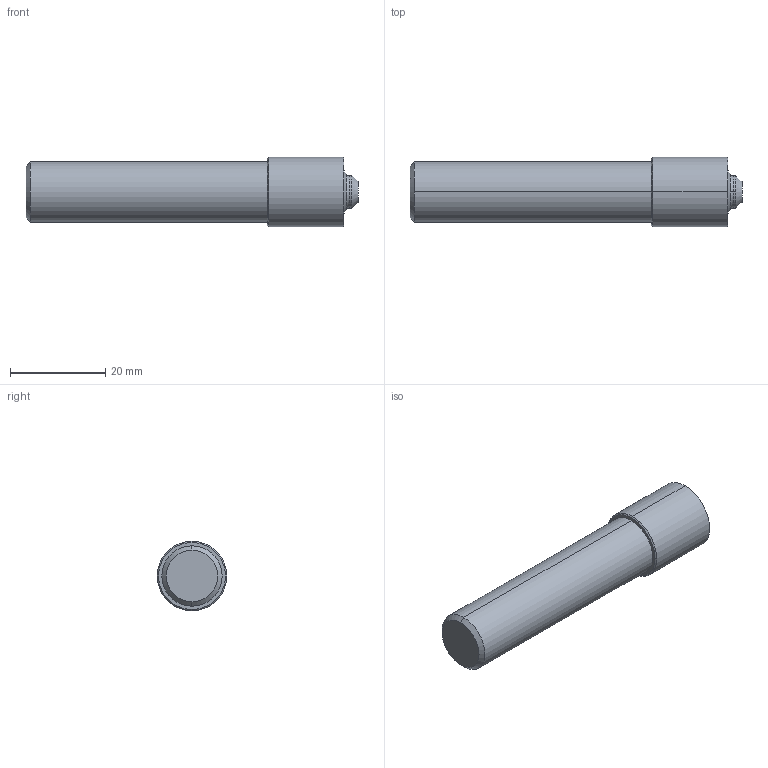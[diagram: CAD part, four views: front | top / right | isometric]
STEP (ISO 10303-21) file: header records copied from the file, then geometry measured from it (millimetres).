
FILE_DESCRIPTION (( 'STEP AP214' ), '1' );
FILE_NAME ('AS5202-01X.STEP', '2023-11-10T17:41:54', ( '' ), ( '' ), 'SwSTEP 2.0', 'SolidWorks 2022', '' );
FILE_SCHEMA (( 'AUTOMOTIVE_DESIGN' ));
Length unit declared in the file: inch
Products named in the file (1): AS5202-01X
Bounding box: 69.85 x 14.61 x 14.61 mm (x, y, z)
Volume: 9206.1 mm3; surface area: 3102.1 mm2
Topology: 1 solids, 1 shells, 20 faces, 38 edges, 22 vertices
Faces by surface type: cone 8, cylinder 6, plane 4, torus 2
Entity records: 546 total; most frequent: DIRECTION 104, CARTESIAN_POINT 81, ORIENTED_EDGE 76, AXIS2_PLACEMENT_3D 45, EDGE_CURVE 38, CIRCLE 24, EDGE_LOOP 22, VERTEX_POINT 22
